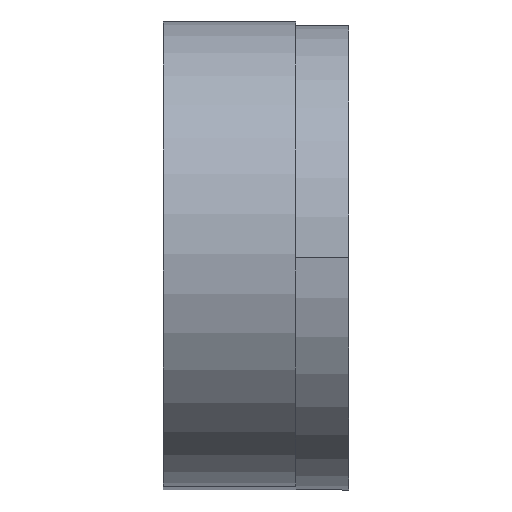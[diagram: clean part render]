
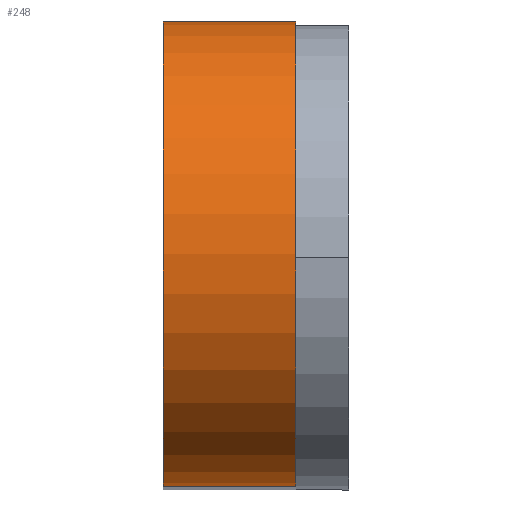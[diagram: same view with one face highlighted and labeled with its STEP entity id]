
A CAD part, top view. The second image highlights one B-rep face of the part: STEP entity #248.
In plain terms, the highlighted cylindrical face has radius 3.5 mm (diameter 7 mm), a partial arc.
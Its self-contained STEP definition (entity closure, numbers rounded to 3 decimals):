
#22 = DIRECTION ( 'NONE',  ( -1., 0., 0. ) ) ;
#23 = LINE ( 'NONE', #152, #237 ) ;
#31 = EDGE_LOOP ( 'NONE', ( #314, #243, #106, #56 ) ) ;
#46 = EDGE_CURVE ( 'NONE', #316, #309, #172, .T. ) ;
#47 = CARTESIAN_POINT ( 'NONE',  ( -40.3, 22.5, -5. ) ) ;
#50 = DIRECTION ( 'NONE',  ( 0., 0., 1. ) ) ;
#54 = VERTEX_POINT ( 'NONE', #238 ) ;
#56 = ORIENTED_EDGE ( 'NONE', *, *, #46, .T. ) ;
#62 = CARTESIAN_POINT ( 'NONE',  ( -38.3, 26., -5. ) ) ;
#77 = AXIS2_PLACEMENT_3D ( 'NONE', #321, #116, #242 ) ;
#83 = EDGE_CURVE ( 'NONE', #309, #278, #170, .T. ) ;
#106 = ORIENTED_EDGE ( 'NONE', *, *, #327, .F. ) ;
#116 = DIRECTION ( 'NONE',  ( 1., 0., 0. ) ) ;
#121 = FACE_OUTER_BOUND ( 'NONE', #31, .T. ) ;
#126 = DIRECTION ( 'NONE',  ( 1., 0., 0. ) ) ;
#138 = CARTESIAN_POINT ( 'NONE',  ( -40.3, 22.5, -5. ) ) ;
#139 = CIRCLE ( 'NONE', #325, 3.5 ) ;
#149 = CARTESIAN_POINT ( 'NONE',  ( -40.3, 26., -5. ) ) ;
#152 = CARTESIAN_POINT ( 'NONE',  ( -40.3, 29.5, -5. ) ) ;
#170 = CIRCLE ( 'NONE', #204, 3.5 ) ;
#172 = LINE ( 'NONE', #138, #300 ) ;
#179 = CARTESIAN_POINT ( 'NONE',  ( -38.3, 22.5, -5. ) ) ;
#191 = DIRECTION ( 'NONE',  ( -1., 0., 0. ) ) ;
#204 = AXIS2_PLACEMENT_3D ( 'NONE', #62, #191, #229 ) ;
#229 = DIRECTION ( 'NONE',  ( 0., 0., 1. ) ) ;
#237 = VECTOR ( 'NONE', #126, 1000. ) ;
#238 = CARTESIAN_POINT ( 'NONE',  ( -40.3, 29.5, -5. ) ) ;
#242 = DIRECTION ( 'NONE',  ( 0., 0., -1. ) ) ;
#243 = ORIENTED_EDGE ( 'NONE', *, *, #301, .F. ) ;
#248 = ADVANCED_FACE ( 'NONE', ( #121 ), #317, .T. ) ;
#266 = DIRECTION ( 'NONE',  ( 1., 0., 0. ) ) ;
#278 = VERTEX_POINT ( 'NONE', #322 ) ;
#300 = VECTOR ( 'NONE', #266, 1000. ) ;
#301 = EDGE_CURVE ( 'NONE', #54, #278, #23, .T. ) ;
#309 = VERTEX_POINT ( 'NONE', #179 ) ;
#314 = ORIENTED_EDGE ( 'NONE', *, *, #83, .T. ) ;
#316 = VERTEX_POINT ( 'NONE', #47 ) ;
#317 = CYLINDRICAL_SURFACE ( 'NONE', #77, 3.5 ) ;
#321 = CARTESIAN_POINT ( 'NONE',  ( -40.3, 26., -5. ) ) ;
#322 = CARTESIAN_POINT ( 'NONE',  ( -38.3, 29.5, -5. ) ) ;
#325 = AXIS2_PLACEMENT_3D ( 'NONE', #149, #22, #50 ) ;
#327 = EDGE_CURVE ( 'NONE', #316, #54, #139, .T. ) ;
